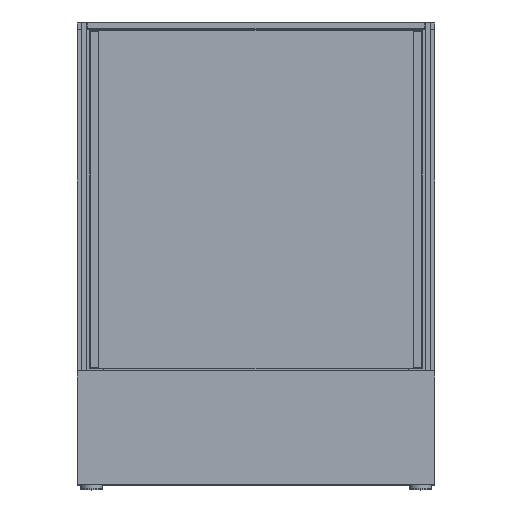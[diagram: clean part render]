
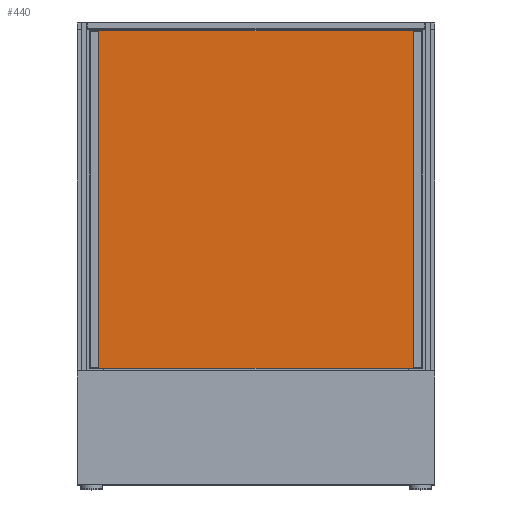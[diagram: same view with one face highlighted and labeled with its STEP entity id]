
A CAD part, top view. The second image highlights one B-rep face of the part: STEP entity #440.
In plain terms, the highlighted planar face has unit normal (0, 0, 1).
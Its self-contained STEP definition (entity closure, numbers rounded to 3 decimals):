
#128 = DIRECTION ( 'NONE',  ( 0., -1., 0. ) ) ;
#297 = ORIENTED_EDGE ( 'NONE', *, *, #1757, .T. ) ;
#440 = ADVANCED_FACE ( 'NONE', ( #5551 ), #3631, .F. ) ;
#733 = VECTOR ( 'NONE', #128, 1000. ) ;
#941 = ORIENTED_EDGE ( 'NONE', *, *, #3977, .F. ) ;
#1151 = VECTOR ( 'NONE', #5576, 1000. ) ;
#1201 = LINE ( 'NONE', #7159, #7567 ) ;
#1366 = CARTESIAN_POINT ( 'NONE',  ( 581.047, 3., 282.5 ) ) ;
#1724 = AXIS2_PLACEMENT_3D ( 'NONE', #6976, #3700, #2463 ) ;
#1757 = EDGE_CURVE ( 'NONE', #7532, #5378, #1201, .T. ) ;
#2217 = CARTESIAN_POINT ( 'NONE',  ( 581.047, 390., 282.5 ) ) ;
#2400 = CARTESIAN_POINT ( 'NONE',  ( 189.5, 3., 282.5 ) ) ;
#2463 = DIRECTION ( 'NONE',  ( -1., 0., 0. ) ) ;
#2550 = DIRECTION ( 'NONE',  ( 0., -1., 0. ) ) ;
#3167 = VECTOR ( 'NONE', #6910, 1000. ) ;
#3631 = PLANE ( 'NONE',  #1724 ) ;
#3694 = CARTESIAN_POINT ( 'NONE',  ( 189.5, 3., 282.5 ) ) ;
#3700 = DIRECTION ( 'NONE',  ( 0., 0., -1. ) ) ;
#3977 = EDGE_CURVE ( 'NONE', #7563, #5378, #5709, .T. ) ;
#4112 = ORIENTED_EDGE ( 'NONE', *, *, #7508, .F. ) ;
#4118 = CARTESIAN_POINT ( 'NONE',  ( 189.5, 390., 282.5 ) ) ;
#4282 = ORIENTED_EDGE ( 'NONE', *, *, #5803, .T. ) ;
#4492 = CARTESIAN_POINT ( 'NONE',  ( -189.5, 3., 282.5 ) ) ;
#4737 = LINE ( 'NONE', #2217, #3167 ) ;
#4763 = CARTESIAN_POINT ( 'NONE',  ( -189.5, 390., 282.5 ) ) ;
#5149 = EDGE_LOOP ( 'NONE', ( #4112, #4282, #297, #941 ) ) ;
#5378 = VERTEX_POINT ( 'NONE', #4492 ) ;
#5551 = FACE_OUTER_BOUND ( 'NONE', #5149, .T. ) ;
#5576 = DIRECTION ( 'NONE',  ( -1., 0., 0. ) ) ;
#5709 = LINE ( 'NONE', #1366, #1151 ) ;
#5803 = EDGE_CURVE ( 'NONE', #6854, #7532, #4737, .T. ) ;
#6631 = LINE ( 'NONE', #3694, #733 ) ;
#6854 = VERTEX_POINT ( 'NONE', #4118 ) ;
#6910 = DIRECTION ( 'NONE',  ( -1., 0., 0. ) ) ;
#6976 = CARTESIAN_POINT ( 'NONE',  ( 581.047, 3., 282.5 ) ) ;
#7159 = CARTESIAN_POINT ( 'NONE',  ( -189.5, 3., 282.5 ) ) ;
#7508 = EDGE_CURVE ( 'NONE', #6854, #7563, #6631, .T. ) ;
#7532 = VERTEX_POINT ( 'NONE', #4763 ) ;
#7563 = VERTEX_POINT ( 'NONE', #2400 ) ;
#7567 = VECTOR ( 'NONE', #2550, 1000. ) ;
